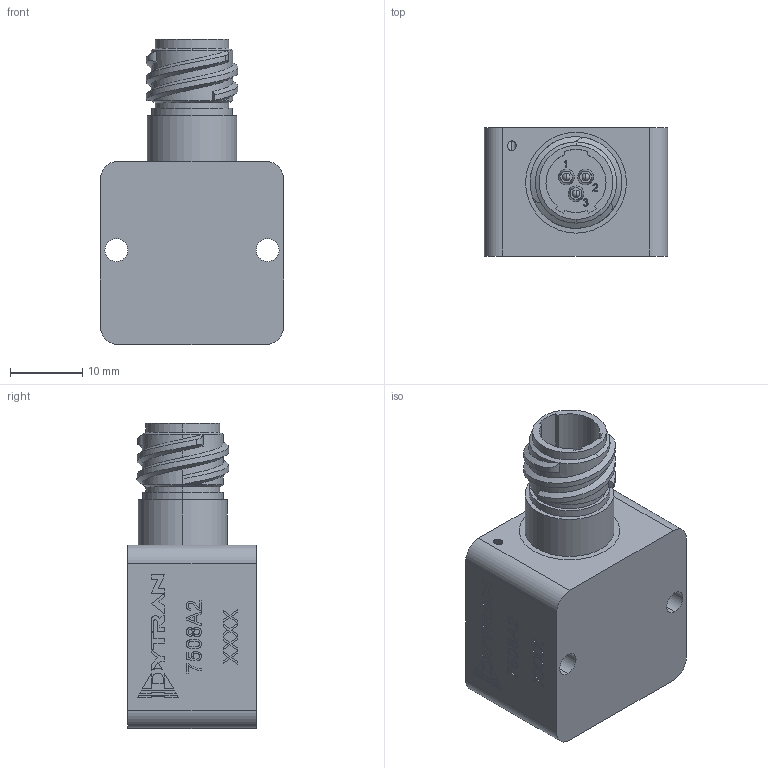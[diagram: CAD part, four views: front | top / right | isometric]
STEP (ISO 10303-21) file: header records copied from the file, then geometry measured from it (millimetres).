
FILE_DESCRIPTION (( 'STEP AP214' ), '1' );
FILE_NAME ('7508A2.STEP', '2017-12-19T18:57:34', ( 'Dytran' ), ( '' ), 'SwSTEP 2.0', 'SolidWorks 2016', '' );
FILE_SCHEMA (( 'AUTOMOTIVE_DESIGN' ));
Length unit declared in the file: inch
Products named in the file (1): 7508A2
Bounding box: 25.4 x 17.78 x 42.27 mm (x, y, z)
Volume: 12311.2 mm3; surface area: 4870.4 mm2
Topology: 4 solids, 4 shells, 445 faces, 1157 edges, 763 vertices
Faces by surface type: plane 248, bspline 99, cylinder 76, cone 16, sphere 6
Entity records: 20554 total; most frequent: CARTESIAN_POINT 8109, ORIENTED_EDGE 2314, DIRECTION 1804, EDGE_CURVE 1157, VECTOR 772, LINE 772, VERTEX_POINT 763, AXIS2_PLACEMENT_3D 516
